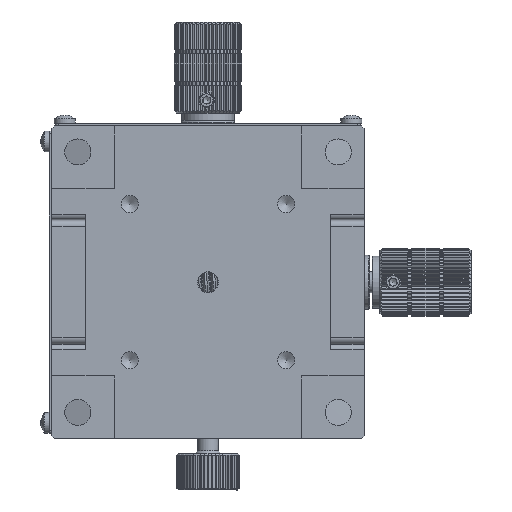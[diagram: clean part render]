
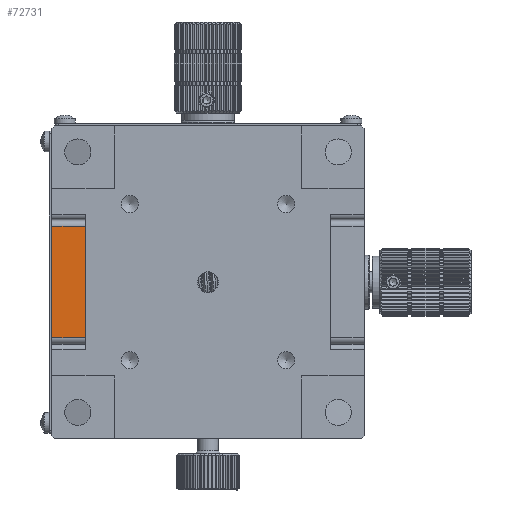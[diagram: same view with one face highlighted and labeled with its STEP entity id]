
A CAD part, front view. The second image highlights one B-rep face of the part: STEP entity #72731.
In plain terms, the highlighted planar face has unit normal (0, -1, 0).
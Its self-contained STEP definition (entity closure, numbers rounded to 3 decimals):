
#3963 = FACE_OUTER_BOUND ( 'NONE', #15335, .T. ) ;
#5159 = DIRECTION ( 'NONE',  ( 0., 0., -1. ) ) ;
#5911 = VECTOR ( 'NONE', #117328, 1000. ) ;
#5945 = VECTOR ( 'NONE', #69383, 1000. ) ;
#11713 = ORIENTED_EDGE ( 'NONE', *, *, #117728, .F. ) ;
#15335 = EDGE_LOOP ( 'NONE', ( #59339, #41172, #11713, #101472 ) ) ;
#21372 = VERTEX_POINT ( 'NONE', #124996 ) ;
#25948 = VECTOR ( 'NONE', #5159, 1000. ) ;
#41172 = ORIENTED_EDGE ( 'NONE', *, *, #71504, .T. ) ;
#43752 = CARTESIAN_POINT ( 'NONE',  ( 20.058, 16.837, 38.329 ) ) ;
#44398 = DIRECTION ( 'NONE',  ( 0., 1., 0. ) ) ;
#51663 = LINE ( 'NONE', #91380, #76467 ) ;
#56411 = VERTEX_POINT ( 'NONE', #77132 ) ;
#57309 = LINE ( 'NONE', #116636, #25948 ) ;
#59339 = ORIENTED_EDGE ( 'NONE', *, *, #118846, .F. ) ;
#67944 = VERTEX_POINT ( 'NONE', #84253 ) ;
#68455 = AXIS2_PLACEMENT_3D ( 'NONE', #43752, #44398, #84123 ) ;
#69033 = LINE ( 'NONE', #77526, #5911 ) ;
#69383 = DIRECTION ( 'NONE',  ( 1., 0., 0. ) ) ;
#70870 = CARTESIAN_POINT ( 'NONE',  ( 20.058, 16.837, 39.529 ) ) ;
#71504 = EDGE_CURVE ( 'NONE', #67944, #92994, #69033, .T. ) ;
#72731 = ADVANCED_FACE ( 'NONE', ( #3963 ), #102434, .F. ) ;
#76467 = VECTOR ( 'NONE', #100539, 1000. ) ;
#77132 = CARTESIAN_POINT ( 'NONE',  ( 26.558, 16.837, 39.529 ) ) ;
#77526 = CARTESIAN_POINT ( 'NONE',  ( 20.058, 16.837, 38.329 ) ) ;
#84123 = DIRECTION ( 'NONE',  ( -1., 0., 0. ) ) ;
#84253 = CARTESIAN_POINT ( 'NONE',  ( 20.058, 16.837, 60.929 ) ) ;
#90243 = CARTESIAN_POINT ( 'NONE',  ( 20.058, 16.837, 60.929 ) ) ;
#91380 = CARTESIAN_POINT ( 'NONE',  ( 20.058, 16.837, 39.529 ) ) ;
#92994 = VERTEX_POINT ( 'NONE', #70870 ) ;
#93977 = EDGE_CURVE ( 'NONE', #21372, #56411, #57309, .T. ) ;
#100539 = DIRECTION ( 'NONE',  ( -1., 0., 0. ) ) ;
#101472 = ORIENTED_EDGE ( 'NONE', *, *, #93977, .F. ) ;
#102434 = PLANE ( 'NONE',  #68455 ) ;
#116636 = CARTESIAN_POINT ( 'NONE',  ( 26.558, 16.837, 38.329 ) ) ;
#117328 = DIRECTION ( 'NONE',  ( 0., 0., -1. ) ) ;
#117728 = EDGE_CURVE ( 'NONE', #56411, #92994, #51663, .T. ) ;
#118846 = EDGE_CURVE ( 'NONE', #67944, #21372, #128150, .T. ) ;
#124996 = CARTESIAN_POINT ( 'NONE',  ( 26.558, 16.837, 60.929 ) ) ;
#128150 = LINE ( 'NONE', #90243, #5945 ) ;
